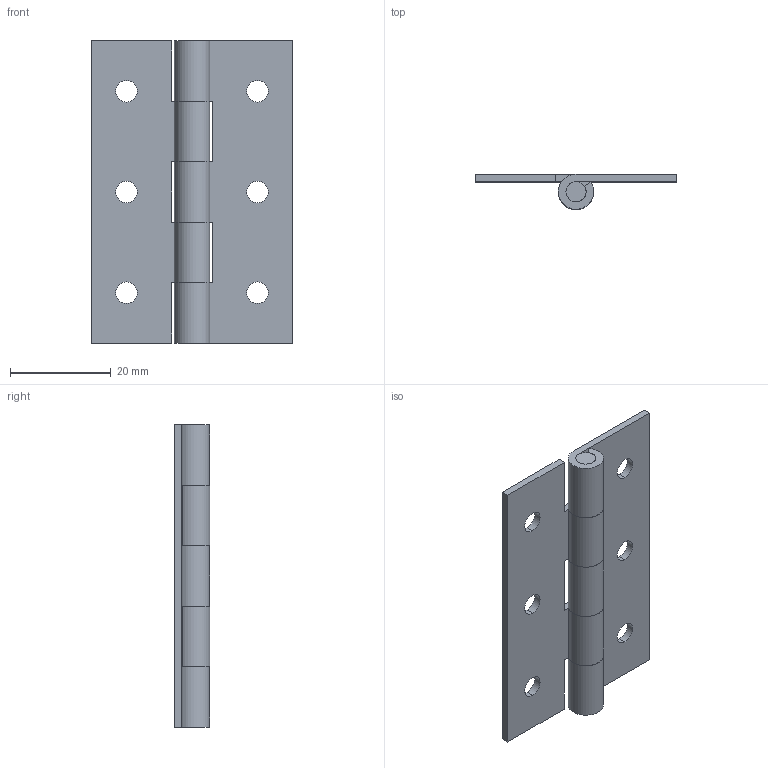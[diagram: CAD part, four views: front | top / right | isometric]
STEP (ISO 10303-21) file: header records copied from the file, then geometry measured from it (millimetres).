
FILE_DESCRIPTION( (''), '2;1');
FILE_NAME ('PC014.10084.TH_TM_11SUS_11467.stp','2022-04-28T09:56:33',(''),(''),'spGate 18.9.1 (****-****-****-****)','','');
FILE_SCHEMA (('AUTOMOTIVE_DESIGN'));
Length unit declared in the file: millimetre
Products named in the file (4): Assembly; hinge piece_B; hinge piece_A; shaft
Assembly tree (3 placements, depth 2):
  Assembly
    hinge piece_B
    hinge piece_A
    shaft
Bounding box: 40 x 6.99 x 60 mm (x, y, z)
Volume: 5175.9 mm3; surface area: 7531.3 mm2
Topology: 3 solids, 3 shells, 54 faces, 144 edges, 96 vertices
Faces by surface type: plane 30, cylinder 24
Entity records: 2952 total; most frequent: CARTESIAN_POINT 316, DIRECTION 302, ORIENTED_EDGE 288, COLOUR_RGB 201, PRESENTATION_STYLE_ASSIGNMENT 201, STYLED_ITEM 201, EDGE_CURVE 144, DRAUGHTING_PRE_DEFINED_CURVE_FONT 144
